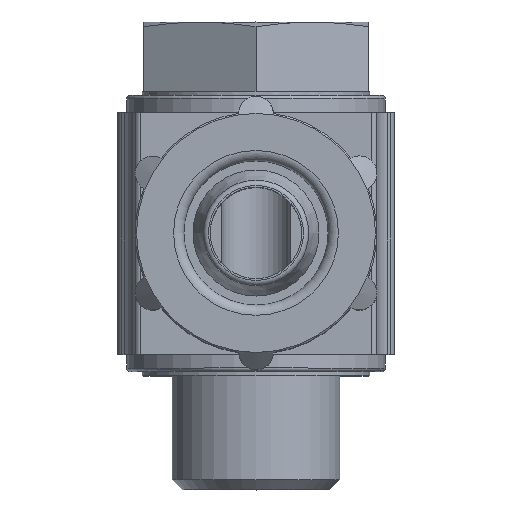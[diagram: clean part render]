
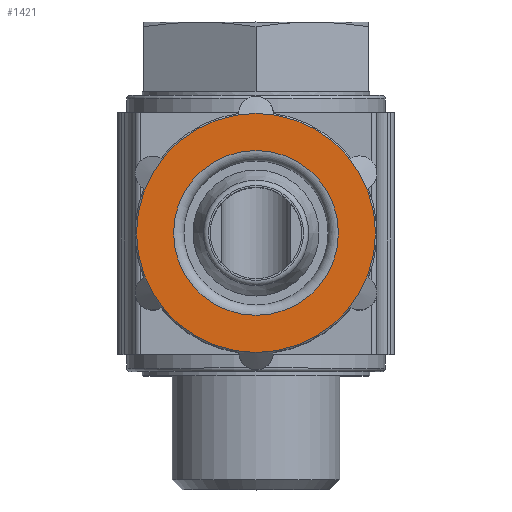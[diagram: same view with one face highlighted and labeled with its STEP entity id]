
A CAD part, top view. The second image highlights one B-rep face of the part: STEP entity #1421.
In plain terms, the highlighted planar face has unit normal (0, 0, 1).
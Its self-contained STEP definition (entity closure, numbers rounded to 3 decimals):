
#163=CIRCLE('',#1588,4.775);
#164=CIRCLE('',#1590,6.925);
#391=ORIENTED_EDGE('',*,*,#700,.F.);
#392=ORIENTED_EDGE('',*,*,#699,.T.);
#699=EDGE_CURVE('',#867,#867,#163,.T.);
#700=EDGE_CURVE('',#868,#868,#164,.T.);
#867=VERTEX_POINT('',#2394);
#868=VERTEX_POINT('',#2397);
#1151=EDGE_LOOP('',(#391));
#1152=EDGE_LOOP('',(#392));
#1277=FACE_BOUND('',#1151,.T.);
#1278=FACE_BOUND('',#1152,.T.);
#1351=PLANE('',#1589);
#1421=ADVANCED_FACE('',(#1277,#1278),#1351,.F.);
#1588=AXIS2_PLACEMENT_3D('',#2393,#1933,#1934);
#1589=AXIS2_PLACEMENT_3D('',#2395,#1935,#1936);
#1590=AXIS2_PLACEMENT_3D('',#2396,#1937,#1938);
#1933=DIRECTION('',(0.,0.,-1.));
#1934=DIRECTION('',(-1.,0.,0.));
#1935=DIRECTION('',(0.,0.,-1.));
#1936=DIRECTION('',(-1.,0.,0.));
#1937=DIRECTION('',(0.,0.,-1.));
#1938=DIRECTION('',(-1.,0.,0.));
#2393=CARTESIAN_POINT('',(0.,0.,21.5));
#2394=CARTESIAN_POINT('',(-4.775,0.,21.5));
#2395=CARTESIAN_POINT('',(0.,-4.775,21.5));
#2396=CARTESIAN_POINT('',(0.,0.,21.5));
#2397=CARTESIAN_POINT('',(-6.925,0.,21.5));
